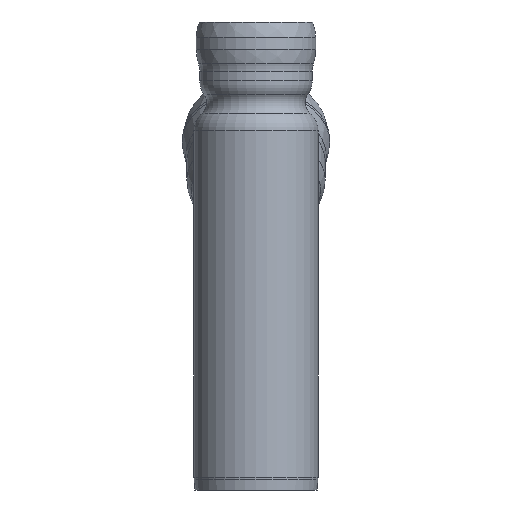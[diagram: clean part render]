
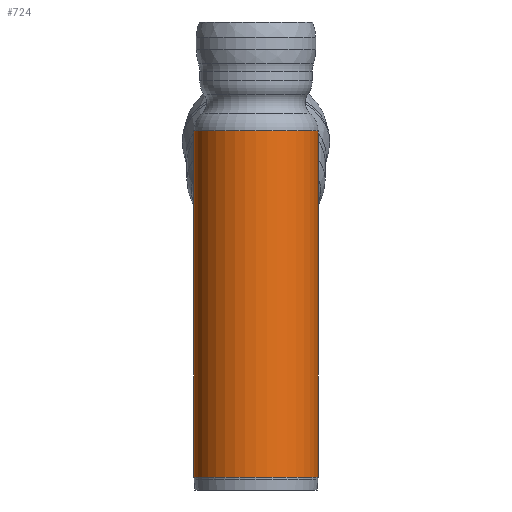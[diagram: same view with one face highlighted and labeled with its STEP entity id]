
A CAD part, left-side view. The second image highlights one B-rep face of the part: STEP entity #724.
In plain terms, the highlighted cylindrical face has radius 265 mm (diameter 530 mm), a full revolution.
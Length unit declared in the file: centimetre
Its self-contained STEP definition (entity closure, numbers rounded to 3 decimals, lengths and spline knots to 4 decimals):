
#41=FACE_BOUND('',#149,.T.);
#46=ELLIPSE('',#780,28.6834,26.5);
#47=ELLIPSE('',#781,69.2478,26.5);
#56=LINE('',#1215,#74);
#74=VECTOR('',#924,26.5);
#92=CYLINDRICAL_SURFACE('',#777,26.5);
#103=FACE_OUTER_BOUND('',#148,.T.);
#148=EDGE_LOOP('',(#481,#482,#483,#484,#485,#486));
#149=EDGE_LOOP('',(#487,#488));
#199=CIRCLE('',#774,26.5);
#200=CIRCLE('',#775,26.5);
#202=CIRCLE('',#778,26.5);
#203=CIRCLE('',#779,26.5);
#287=VERTEX_POINT('',#1207);
#288=VERTEX_POINT('',#1209);
#289=VERTEX_POINT('',#1214);
#290=VERTEX_POINT('',#1216);
#291=VERTEX_POINT('',#1219);
#292=VERTEX_POINT('',#1220);
#361=EDGE_CURVE('',#287,#288,#199,.T.);
#362=EDGE_CURVE('',#288,#287,#200,.T.);
#364=EDGE_CURVE('',#288,#289,#56,.T.);
#365=EDGE_CURVE('',#289,#290,#202,.T.);
#366=EDGE_CURVE('',#290,#289,#203,.T.);
#367=EDGE_CURVE('',#291,#292,#46,.T.);
#368=EDGE_CURVE('',#292,#291,#47,.T.);
#481=ORIENTED_EDGE('',*,*,#362,.F.);
#482=ORIENTED_EDGE('',*,*,#364,.T.);
#483=ORIENTED_EDGE('',*,*,#365,.T.);
#484=ORIENTED_EDGE('',*,*,#366,.T.);
#485=ORIENTED_EDGE('',*,*,#364,.F.);
#486=ORIENTED_EDGE('',*,*,#361,.F.);
#487=ORIENTED_EDGE('',*,*,#367,.T.);
#488=ORIENTED_EDGE('',*,*,#368,.T.);
#724=ADVANCED_FACE('',(#103,#41),#92,.T.);
#774=AXIS2_PLACEMENT_3D('',#1210,#916,#917);
#775=AXIS2_PLACEMENT_3D('',#1211,#918,#919);
#777=AXIS2_PLACEMENT_3D('',#1213,#922,#923);
#778=AXIS2_PLACEMENT_3D('',#1217,#925,#926);
#779=AXIS2_PLACEMENT_3D('',#1218,#927,#928);
#780=AXIS2_PLACEMENT_3D('',#1221,#929,#930);
#781=AXIS2_PLACEMENT_3D('',#1222,#931,#932);
#916=DIRECTION('center_axis',(0.,0.,-1.));
#917=DIRECTION('ref_axis',(1.,0.,0.));
#918=DIRECTION('center_axis',(0.,0.,-1.));
#919=DIRECTION('ref_axis',(1.,0.,0.));
#922=DIRECTION('center_axis',(0.,0.,-1.));
#923=DIRECTION('ref_axis',(1.,0.,0.));
#924=DIRECTION('',(0.,0.,1.));
#925=DIRECTION('center_axis',(0.,0.,-1.));
#926=DIRECTION('ref_axis',(-1.,0.,0.));
#927=DIRECTION('center_axis',(0.,0.,-1.));
#928=DIRECTION('ref_axis',(-1.,0.,0.));
#929=DIRECTION('center_axis',(-0.383,0.,
-0.924));
#930=DIRECTION('ref_axis',(0.924,0.,-0.383));
#931=DIRECTION('center_axis',(-0.924,0.,0.383));
#932=DIRECTION('ref_axis',(0.383,0.,0.924));
#1207=CARTESIAN_POINT('',(408.2723,187.8958,-94.5618));
#1209=CARTESIAN_POINT('',(381.7723,161.3958,-94.5618));
#1210=CARTESIAN_POINT('Origin',(408.2723,161.3958,-94.5618));
#1211=CARTESIAN_POINT('Origin',(408.2723,161.3958,-94.5618));
#1213=CARTESIAN_POINT('Origin',(408.2723,161.3958,-20.8219));
#1214=CARTESIAN_POINT('',(381.7723,161.3958,53.4202));
#1215=CARTESIAN_POINT('',(381.7723,161.3958,-20.8219));
#1216=CARTESIAN_POINT('',(408.2723,187.8958,53.4202));
#1217=CARTESIAN_POINT('Origin',(408.2723,161.3958,53.4202));
#1218=CARTESIAN_POINT('Origin',(408.2723,161.3958,53.4202));
#1219=CARTESIAN_POINT('',(408.2723,187.8958,-34.9984));
#1220=CARTESIAN_POINT('',(408.2723,134.8958,-34.9984));
#1221=CARTESIAN_POINT('Origin',(408.2723,161.3958,-34.9984));
#1222=CARTESIAN_POINT('Origin',(408.2723,161.3958,-34.9984));
